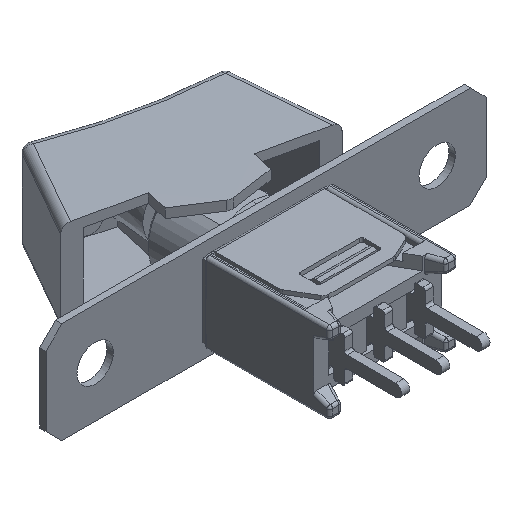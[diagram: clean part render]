
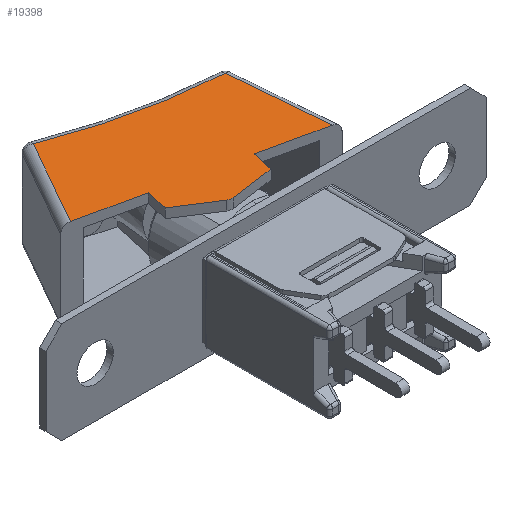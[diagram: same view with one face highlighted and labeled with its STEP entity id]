
A CAD part, isometric view. The second image highlights one B-rep face of the part: STEP entity #19398.
In plain terms, the highlighted face is planar.
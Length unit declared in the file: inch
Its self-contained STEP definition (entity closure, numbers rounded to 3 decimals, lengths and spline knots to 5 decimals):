
#17715=CARTESIAN_POINT('',(-0.27275,0.,-0.11562));
#17903=DIRECTION('',(0.,1.,0.004));
#17904=VECTOR('',#17903,0.05512);
#17905=CARTESIAN_POINT('',(-0.11024,-0.05512,
-0.11587));
#17906=LINE('',#17905,#17904);
#17910=DIRECTION('',(0.938,-0.346,-0.002));
#17911=VECTOR('',#17910,0.11024);
#17912=CARTESIAN_POINT('',(-0.11024,-0.05512,
-0.11587));
#17913=LINE('',#17912,#17911);
#17917=CARTESIAN_POINT('',(-0.00681,-0.09327,
-0.11613));
#17918=CARTESIAN_POINT('',(-0.00227,-0.09495,
-0.11614));
#17919=CARTESIAN_POINT('',(0.00227,-0.09495,
-0.11614));
#17920=CARTESIAN_POINT('',(0.00681,-0.09327,
-0.11613));
#17925=DIRECTION('',(0.938,0.346,0.002));
#17926=VECTOR('',#17925,0.11024);
#17927=CARTESIAN_POINT('',(0.00681,-0.09327,
-0.11613));
#17928=LINE('',#17927,#17926);
#17932=DIRECTION('',(0.,-1.,-0.004));
#17933=VECTOR('',#17932,0.05512);
#17934=CARTESIAN_POINT('',(0.11024,0.,
-0.11567));
#17935=LINE('',#17934,#17933);
#17939=DIRECTION('',(1.,0.,0.));
#17940=VECTOR('',#17939,0.16251);
#17941=CARTESIAN_POINT('',(0.11024,0.,
-0.11567));
#17942=LINE('',#17941,#17940);
#17946=DIRECTION('',(-0.294,0.956,0.005));
#17947=VECTOR('',#17946,0.24721);
#17948=CARTESIAN_POINT('',(0.27275,0.,
-0.11562));
#17949=LINE('',#17948,#17947);
#17953=CARTESIAN_POINT('',(0.20013,0.2363,
-0.1143));
#17954=CARTESIAN_POINT('',(0.15586,0.2293,
-0.11434));
#17955=CARTESIAN_POINT('',(0.06717,0.22001,
-0.11439));
#17956=CARTESIAN_POINT('',(-0.06733,0.22002,
-0.11439));
#17957=CARTESIAN_POINT('',(-0.15593,0.22931,
-0.11434));
#17958=CARTESIAN_POINT('',(-0.20013,0.2363,
-0.1143));
#17963=DIRECTION('',(-0.294,-0.956,-0.005));
#17964=VECTOR('',#17963,0.24721);
#17965=CARTESIAN_POINT('',(-0.20013,0.2363,
-0.1143));
#17966=LINE('',#17965,#17964);
#17970=DIRECTION('',(1.,0.,0.));
#17971=VECTOR('',#17970,0.16251);
#17972=CARTESIAN_POINT('',(-0.27275,0.,
-0.11562));
#17973=LINE('',#17972,#17971);
#18018=CARTESIAN_POINT('',(0.27275,0.,-0.11562));
#18591=CARTESIAN_POINT('',(0.11024,0.,
-0.11567));
#18592=CARTESIAN_POINT('',(0.11024,-0.05512,
-0.11587));
#18593=VERTEX_POINT('',#18591);
#18594=VERTEX_POINT('',#18592);
#18600=VERTEX_POINT('',#18018);
#18627=VERTEX_POINT('',#17715);
#18628=CARTESIAN_POINT('',(-0.11024,0.,
-0.11567));
#18629=VERTEX_POINT('',#18628);
#18634=CARTESIAN_POINT('',(-0.11024,-0.05512,
-0.11587));
#18635=VERTEX_POINT('',#18634);
#18638=CARTESIAN_POINT('',(-0.00681,-0.09327,
-0.11613));
#18639=VERTEX_POINT('',#18638);
#18643=CARTESIAN_POINT('',(0.00681,-0.09327,
-0.11613));
#18645=VERTEX_POINT('',#18643);
#18649=CARTESIAN_POINT('',(-0.20013,0.2363,
-0.1143));
#18650=VERTEX_POINT('',#18649);
#18651=VERTEX_POINT('',#17953);
#19374=CARTESIAN_POINT('',(0.,0.0709,-0.11522));
#19375=DIRECTION('',(0.,-0.006,1.));
#19376=DIRECTION('',(0.,-1.,-0.006));
#19377=AXIS2_PLACEMENT_3D('',#19374,#19375,#19376);
#19378=PLANE('',#19377);
#19380=ORIENTED_EDGE('',*,*,#19379,.F.);
#19382=ORIENTED_EDGE('',*,*,#19381,.T.);
#19384=ORIENTED_EDGE('',*,*,#19383,.T.);
#19386=ORIENTED_EDGE('',*,*,#19385,.T.);
#19388=ORIENTED_EDGE('',*,*,#19387,.F.);
#19390=ORIENTED_EDGE('',*,*,#19389,.T.);
#19392=ORIENTED_EDGE('',*,*,#19391,.T.);
#19393=ORIENTED_EDGE('',*,*,#19329,.T.);
#19394=ORIENTED_EDGE('',*,*,#19357,.T.);
#19395=ORIENTED_EDGE('',*,*,#19201,.T.);
#19396=EDGE_LOOP('',(#19380,#19382,#19384,#19386,#19388,#19390,#19392,#19393,
#19394,#19395));
#19397=FACE_OUTER_BOUND('',#19396,.F.);
#17921=B_SPLINE_CURVE_WITH_KNOTS('',3,(#17917,#17918,#17919,#17920),
.UNSPECIFIED.,.F.,.F.,(4,4),(0.,1.),.UNSPECIFIED.);
#17959=B_SPLINE_CURVE_WITH_KNOTS('',3,(#17953,#17954,#17955,#17956,#17957,
#17958),.UNSPECIFIED.,.F.,.F.,(4,1,1,4),(0.,0.33333,
0.66667,1.),.UNSPECIFIED.);
#19201=EDGE_CURVE('',#18627,#18629,#17973,.T.);
#19329=EDGE_CURVE('',#18651,#18650,#17959,.T.);
#19357=EDGE_CURVE('',#18650,#18627,#17966,.T.);
#19379=EDGE_CURVE('',#18635,#18629,#17906,.T.);
#19381=EDGE_CURVE('',#18635,#18639,#17913,.T.);
#19383=EDGE_CURVE('',#18639,#18645,#17921,.T.);
#19385=EDGE_CURVE('',#18645,#18594,#17928,.T.);
#19387=EDGE_CURVE('',#18593,#18594,#17935,.T.);
#19389=EDGE_CURVE('',#18593,#18600,#17942,.T.);
#19391=EDGE_CURVE('',#18600,#18651,#17949,.T.);
#19398=ADVANCED_FACE('',(#19397),#19378,.F.);
